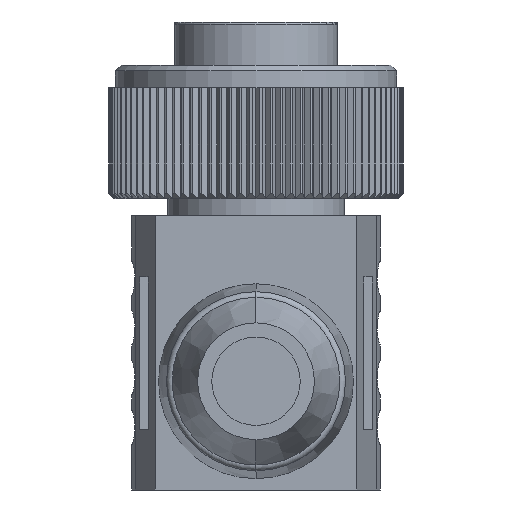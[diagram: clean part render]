
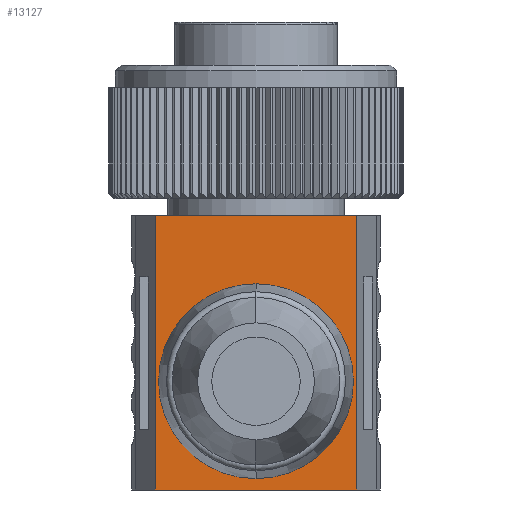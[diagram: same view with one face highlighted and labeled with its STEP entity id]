
A CAD part, left-side view. The second image highlights one B-rep face of the part: STEP entity #13127.
In plain terms, the highlighted planar face has unit normal (-1, 0, 0).
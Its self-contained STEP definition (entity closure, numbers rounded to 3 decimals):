
#4087=DIRECTION('',(0.,0.,1.));
#4088=VECTOR('',#4087,24.2);
#4089=CARTESIAN_POINT('',(0.,8.9,-9.6));
#4090=LINE('',#4089,#4088);
#4091=DIRECTION('',(0.,-1.,0.));
#4092=VECTOR('',#4091,17.8);
#4093=CARTESIAN_POINT('',(0.,8.9,14.6));
#4094=LINE('',#4093,#4092);
#4095=DIRECTION('',(0.,1.,0.));
#4096=VECTOR('',#4095,17.8);
#4097=CARTESIAN_POINT('',(0.,-8.9,-9.6));
#4098=LINE('',#4097,#4096);
#4099=CARTESIAN_POINT('',(0.,0.,0.));
#4100=DIRECTION('',(-1.,0.,0.));
#4101=DIRECTION('',(0.,0.,1.));
#4102=AXIS2_PLACEMENT_3D('',#4099,#4100,#4101);
#4104=CARTESIAN_POINT('',(0.,0.,0.));
#4105=DIRECTION('',(-1.,0.,0.));
#4106=DIRECTION('',(0.,0.,-1.));
#4107=AXIS2_PLACEMENT_3D('',#4104,#4105,#4106);
#4151=DIRECTION('',(0.,0.,1.));
#4152=VECTOR('',#4151,24.2);
#4153=CARTESIAN_POINT('',(0.,-8.9,-9.6));
#4154=LINE('',#4153,#4152);
#6733=CARTESIAN_POINT('',(0.,8.9,-9.6));
#6734=VERTEX_POINT('',#6733);
#6735=CARTESIAN_POINT('',(0.,-8.9,-9.6));
#6736=VERTEX_POINT('',#6735);
#6737=CARTESIAN_POINT('',(0.,8.9,14.6));
#6738=VERTEX_POINT('',#6737);
#6739=CARTESIAN_POINT('',(0.,-8.9,14.6));
#6740=VERTEX_POINT('',#6739);
#6741=CARTESIAN_POINT('',(0.,0.,8.6));
#6742=CARTESIAN_POINT('',(0.,0.,-8.6));
#6743=VERTEX_POINT('',#6741);
#6744=VERTEX_POINT('',#6742);
#13107=CARTESIAN_POINT('',(0.,0.,2.5));
#13108=DIRECTION('',(1.,0.,0.));
#13109=DIRECTION('',(0.,0.,1.));
#13110=AXIS2_PLACEMENT_3D('',#13107,#13108,#13109);
#13111=PLANE('',#13110);
#13113=ORIENTED_EDGE('',*,*,#13112,.T.);
#13114=ORIENTED_EDGE('',*,*,#13089,.T.);
#13116=ORIENTED_EDGE('',*,*,#13115,.F.);
#13118=ORIENTED_EDGE('',*,*,#13117,.T.);
#13119=EDGE_LOOP('',(#13113,#13114,#13116,#13118));
#13120=FACE_OUTER_BOUND('',#13119,.F.);
#13122=ORIENTED_EDGE('',*,*,#13121,.T.);
#13124=ORIENTED_EDGE('',*,*,#13123,.T.);
#13125=EDGE_LOOP('',(#13122,#13124));
#13126=FACE_BOUND('',#13125,.F.);
#13127=ADVANCED_FACE('',(#13120,#13126),#13111,.F.);
#4103=CIRCLE('',#4102,8.6);
#4108=CIRCLE('',#4107,8.6);
#13089=EDGE_CURVE('',#6738,#6740,#4094,.T.);
#13112=EDGE_CURVE('',#6734,#6738,#4090,.T.);
#13115=EDGE_CURVE('',#6736,#6740,#4154,.T.);
#13117=EDGE_CURVE('',#6736,#6734,#4098,.T.);
#13121=EDGE_CURVE('',#6743,#6744,#4103,.T.);
#13123=EDGE_CURVE('',#6744,#6743,#4108,.T.);
